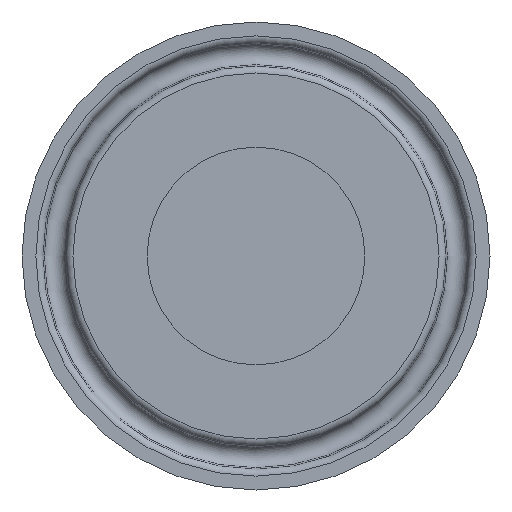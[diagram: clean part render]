
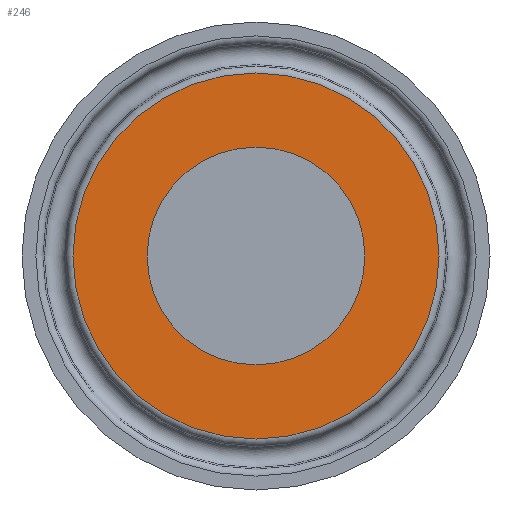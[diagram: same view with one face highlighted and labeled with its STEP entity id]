
A CAD part, front view. The second image highlights one B-rep face of the part: STEP entity #246.
In plain terms, the highlighted planar face has unit normal (0, -1, 0).
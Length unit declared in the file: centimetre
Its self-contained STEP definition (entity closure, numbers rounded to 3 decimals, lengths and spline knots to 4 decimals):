
#29=FACE_BOUND('',#77,.T.);
#54=FACE_OUTER_BOUND('',#76,.T.);
#76=EDGE_LOOP('',(#179));
#77=EDGE_LOOP('',(#180));
#114=CIRCLE('',#270,1.175);
#115=CIRCLE('',#273,1.9747);
#135=VERTEX_POINT('',#401);
#136=VERTEX_POINT('',#405);
#156=EDGE_CURVE('',#135,#135,#114,.T.);
#157=EDGE_CURVE('',#136,#136,#115,.T.);
#179=ORIENTED_EDGE('',*,*,#157,.F.);
#180=ORIENTED_EDGE('',*,*,#156,.T.);
#217=PLANE('',#272);
#246=ADVANCED_FACE('',(#54,#29),#217,.T.);
#270=AXIS2_PLACEMENT_3D('',#402,#318,#319);
#272=AXIS2_PLACEMENT_3D('',#404,#322,#323);
#273=AXIS2_PLACEMENT_3D('',#406,#324,#325);
#318=DIRECTION('center_axis',(0.,1.,0.));
#319=DIRECTION('ref_axis',(0.,0.,-1.));
#322=DIRECTION('center_axis',(0.,-1.,0.));
#323=DIRECTION('ref_axis',(0.,0.,-1.));
#324=DIRECTION('center_axis',(0.,1.,0.));
#325=DIRECTION('ref_axis',(1.,0.,0.));
#401=CARTESIAN_POINT('',(0.,0.,-1.175));
#402=CARTESIAN_POINT('Origin',(0.,0.,0.));
#404=CARTESIAN_POINT('Origin',(1.4899,0.,0.));
#405=CARTESIAN_POINT('',(1.9747,0.,0.));
#406=CARTESIAN_POINT('Origin',(0.,0.,0.));
